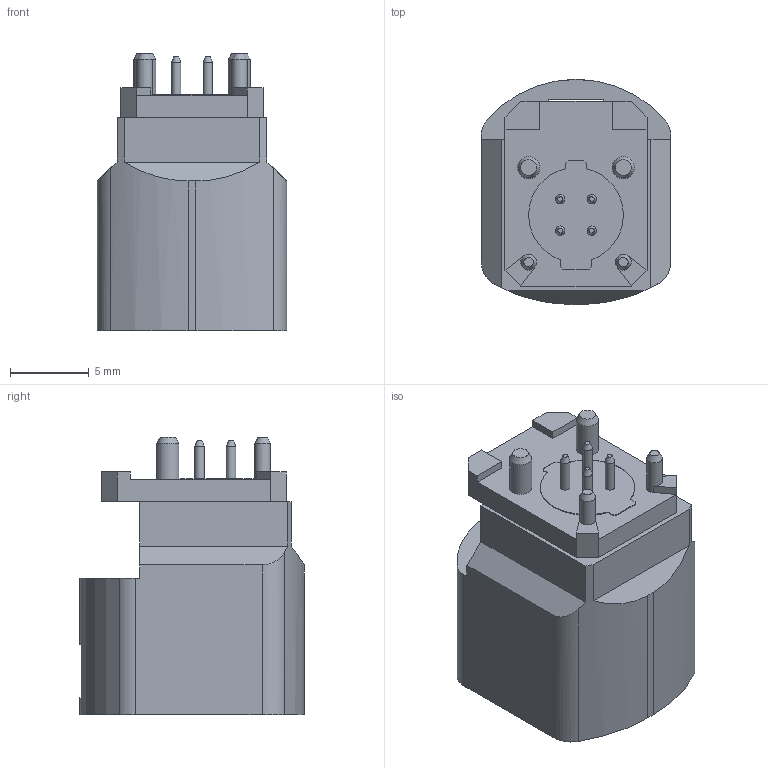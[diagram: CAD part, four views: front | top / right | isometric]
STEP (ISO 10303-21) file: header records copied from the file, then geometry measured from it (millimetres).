
FILE_DESCRIPTION(/* description */ (''),/* implementation_level */ '2;1');
FILE_NAME(/* name */ '35602312-STEP-3D.stp',/* time_stamp */ '2023-07-01T14:25:49+06:00',/* author */ (''),/* organization */ (''),/* preprocessor_version */ 'ST-DEVELOPER v16',/* originating_system */ 'SIEMENS PLM Software NX 11.0',/* authorisation */ '');
FILE_SCHEMA (('AUTOMOTIVE_DESIGN { 1 0 10303 214 3 1 1 1 }'));
Length unit declared in the file: millimetre
Products named in the file (1): cjzt2C8064993mgy
Bounding box: 12 x 14.25 x 17.6 mm (x, y, z)
Volume: 1241.6 mm3; surface area: 1746 mm2
Topology: 1 solids, 1 shells, 153 faces, 408 edges, 272 vertices
Faces by surface type: plane 102, cylinder 43, cone 8
Full cylindrical faces by diameter (mm): 0.6 x8, 1 x2, 1.4 x2, 4.82 x1, 5.45 x1
Entity records: 5622 total; most frequent: CARTESIAN_POINT 786, DIRECTION 776, ORIENTED_EDGE 740, EDGE_CURVE 370, LINE 268, VECTOR 268, VERTEX_POINT 256, AXIS2_PLACEMENT_3D 254
